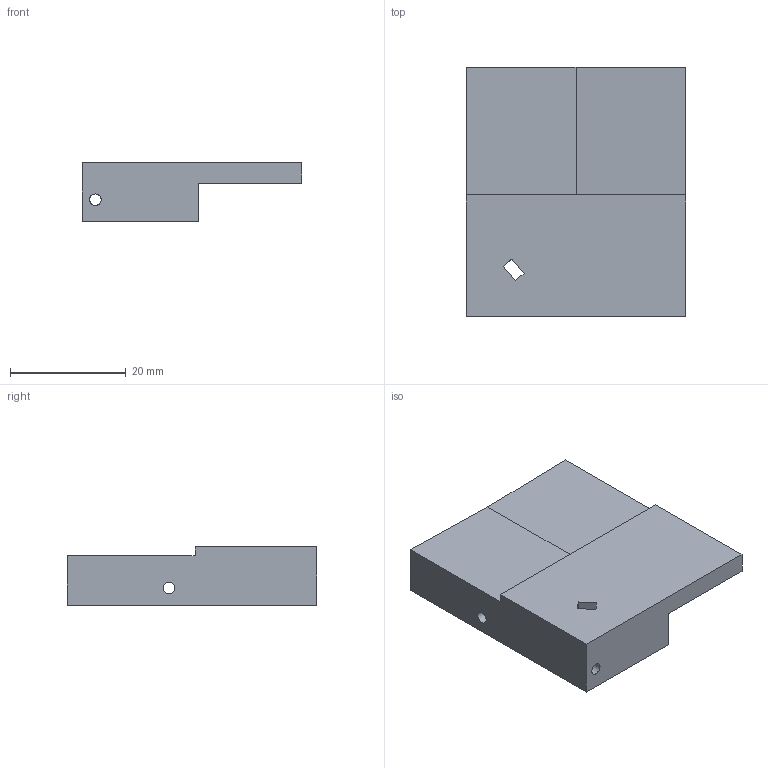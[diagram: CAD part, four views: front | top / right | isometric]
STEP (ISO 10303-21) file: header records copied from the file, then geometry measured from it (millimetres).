
FILE_DESCRIPTION(('Open CASCADE Model'),'2;1');
FILE_NAME('Open CASCADE Shape Model','2021-05-04T18:32:25',('Author'),( 'Open CASCADE'),'Open CASCADE STEP processor 7.4','Open CASCADE 7.4' ,'Unknown');
FILE_SCHEMA(('AUTOMOTIVE_DESIGN { 1 0 10303 214 1 1 1 1 }'));
Length unit declared in the file: millimetre
Products named in the file (1): Open CASCADE STEP translator 7.4 146
Bounding box: 37.94 x 43.06 x 10.11 mm (x, y, z)
Volume: 7125.5 mm3; surface area: 5050.7 mm2
Topology: 1 solids, 1 shells, 27 faces, 80 edges, 54 vertices
Faces by surface type: plane 23, bspline 2, cylinder 2
Full cylindrical faces by diameter (mm): 2 x1, 2.03 x1
Entity records: 4433 total; most frequent: CARTESIAN_POINT 2865, DIRECTION 265, LINE 191, VECTOR 191, ORIENTED_EDGE 160, PCURVE 160, DEFINITIONAL_REPRESENTATION 160, EDGE_CURVE 80
